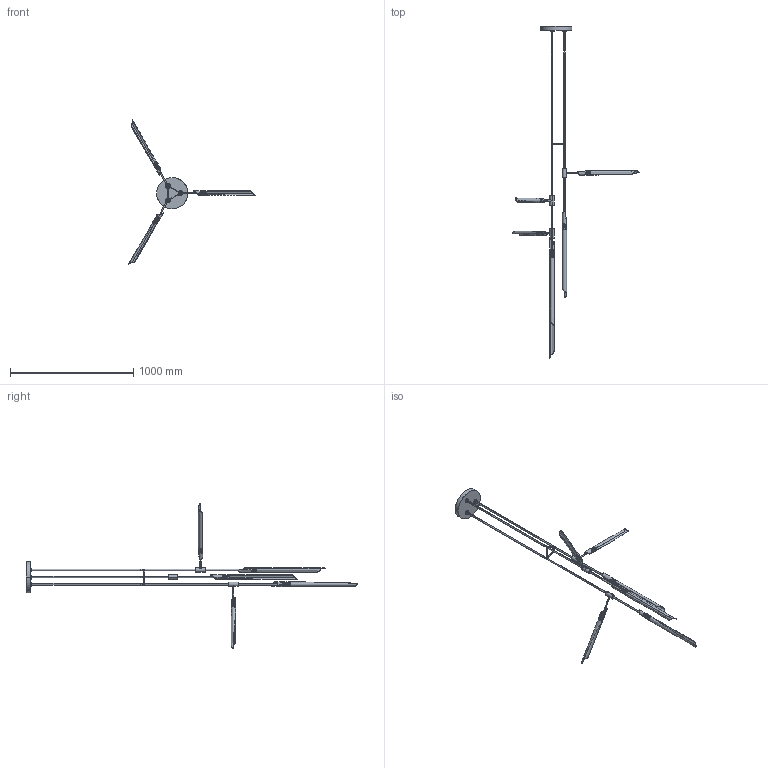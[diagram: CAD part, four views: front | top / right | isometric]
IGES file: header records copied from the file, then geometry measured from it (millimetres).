
Start section: SolidWorks IGES file using analytic representation for surfaces
Global section: file name: BODCV6 - Boden - Chandelier 06 - Vertical - 6 Lights.IGS; native system: SolidWorks 2021; preprocessor: SolidWorks 2021; author: dum; date: 220509.174514; units: inch
Bounding box: 1029.1 x 2691.76 x 1169.74 mm (x, y, z)
Surface area: 1122232.2 mm2 (no closed solid volume)
Topology: 0 solids, 0 shells, 1854 faces, 24504 edges, 24496 vertices
Faces by surface type: revolution 988, bspline 866
